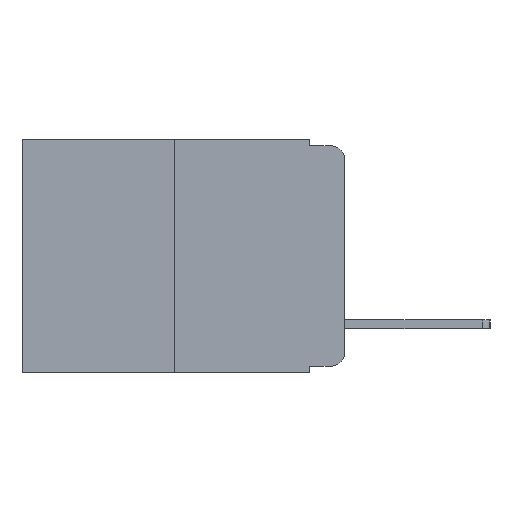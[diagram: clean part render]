
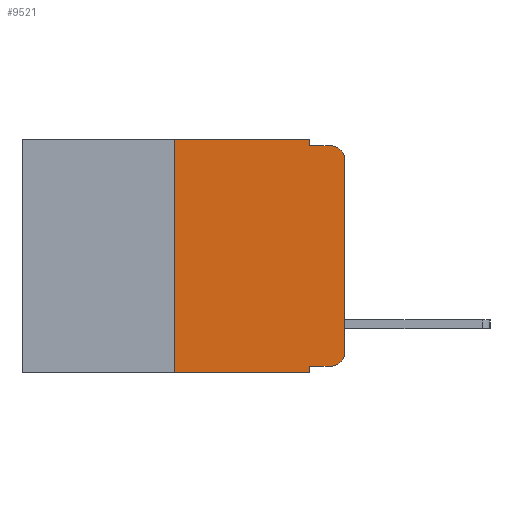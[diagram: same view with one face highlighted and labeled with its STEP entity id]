
A CAD part, left-side view. The second image highlights one B-rep face of the part: STEP entity #9521.
In plain terms, the highlighted planar face has unit normal (-1, 0, 0).
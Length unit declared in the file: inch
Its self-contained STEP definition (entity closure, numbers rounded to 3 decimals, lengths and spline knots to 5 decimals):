
#355 = VERTEX_POINT ( 'NONE', #11407 ) ;
#416 = EDGE_CURVE ( 'NONE', #9554, #19554, #21882, .T. ) ;
#595 = EDGE_CURVE ( 'NONE', #13127, #12866, #13826, .T. ) ;
#637 = CARTESIAN_POINT ( 'NONE',  ( 0., 0.02, -0.01 ) ) ;
#1420 = CARTESIAN_POINT ( 'NONE',  ( 0., 0.473, 0. ) ) ;
#1577 = DIRECTION ( 'NONE',  ( 0., 0., -1. ) ) ;
#1626 = EDGE_CURVE ( 'NONE', #5014, #9554, #7913, .T. ) ;
#1743 = CARTESIAN_POINT ( 'NONE',  ( 0., 0.02, -0.03 ) ) ;
#2642 = ORIENTED_EDGE ( 'NONE', *, *, #7409, .T. ) ;
#2820 = EDGE_LOOP ( 'NONE', ( #8707, #9793, #14327, #10865, #15349, #20356, #2642, #11959, #8449, #17468 ) ) ;
#2921 = LINE ( 'NONE', #8641, #20083 ) ;
#2952 = CARTESIAN_POINT ( 'NONE',  ( 0., 0.02, -0.333 ) ) ;
#3525 = CARTESIAN_POINT ( 'NONE',  ( 0., 0.25, 0. ) ) ;
#4518 = AXIS2_PLACEMENT_3D ( 'NONE', #7330, #19226, #9085 ) ;
#5014 = VERTEX_POINT ( 'NONE', #5665 ) ;
#5164 = CARTESIAN_POINT ( 'NONE',  ( 0., 0.051, -0.343 ) ) ;
#5665 = CARTESIAN_POINT ( 'NONE',  ( 0., 0., -0.313 ) ) ;
#5723 = CARTESIAN_POINT ( 'NONE',  ( 0., 0.25, 0. ) ) ;
#5738 = DIRECTION ( 'NONE',  ( 0., -1., 0. ) ) ;
#6558 = VECTOR ( 'NONE', #5738, 39.37008 ) ;
#6768 = CARTESIAN_POINT ( 'NONE',  ( 0., 0.25, -0.343 ) ) ;
#7218 = VECTOR ( 'NONE', #9018, 39.37008 ) ;
#7330 = CARTESIAN_POINT ( 'NONE',  ( 0., 0.02, -0.313 ) ) ;
#7409 = EDGE_CURVE ( 'NONE', #19075, #20825, #17339, .T. ) ;
#7711 = DIRECTION ( 'NONE',  ( -1., 0., 0. ) ) ;
#7760 = DIRECTION ( 'NONE',  ( 0., 0., -1. ) ) ;
#7913 = LINE ( 'NONE', #12956, #14076 ) ;
#8449 = ORIENTED_EDGE ( 'NONE', *, *, #17084, .T. ) ;
#8569 = CARTESIAN_POINT ( 'NONE',  ( 0., 0.473, 0. ) ) ;
#8641 = CARTESIAN_POINT ( 'NONE',  ( 0., 0.051, -0.333 ) ) ;
#8700 = CARTESIAN_POINT ( 'NONE',  ( 0., 0.051, 0. ) ) ;
#8707 = ORIENTED_EDGE ( 'NONE', *, *, #1626, .T. ) ;
#9018 = DIRECTION ( 'NONE',  ( 0., -1., 0. ) ) ;
#9085 = DIRECTION ( 'NONE',  ( 0., 0., -1. ) ) ;
#9258 = VECTOR ( 'NONE', #13691, 39.37008 ) ;
#9521 = ADVANCED_FACE ( 'NONE', ( #18602 ), #22024, .F. ) ;
#9554 = VERTEX_POINT ( 'NONE', #10391 ) ;
#9777 = VECTOR ( 'NONE', #18120, 39.37008 ) ;
#9793 = ORIENTED_EDGE ( 'NONE', *, *, #416, .T. ) ;
#10391 = CARTESIAN_POINT ( 'NONE',  ( 0., 0., -0.03 ) ) ;
#10401 = DIRECTION ( 'NONE',  ( 0., 0., 1. ) ) ;
#10727 = CARTESIAN_POINT ( 'NONE',  ( 0., 0.051, -0.01 ) ) ;
#10865 = ORIENTED_EDGE ( 'NONE', *, *, #20453, .F. ) ;
#11167 = LINE ( 'NONE', #17694, #6558 ) ;
#11407 = CARTESIAN_POINT ( 'NONE',  ( 0., 0.051, -0.333 ) ) ;
#11703 = CIRCLE ( 'NONE', #4518, 0.02 ) ;
#11731 = AXIS2_PLACEMENT_3D ( 'NONE', #8569, #12045, #1577 ) ;
#11774 = VERTEX_POINT ( 'NONE', #10727 ) ;
#11959 = ORIENTED_EDGE ( 'NONE', *, *, #18224, .F. ) ;
#11989 = AXIS2_PLACEMENT_3D ( 'NONE', #1743, #7711, #7760 ) ;
#12045 = DIRECTION ( 'NONE',  ( 1., 0., 0. ) ) ;
#12710 = VECTOR ( 'NONE', #15640, 39.37008 ) ;
#12769 = VERTEX_POINT ( 'NONE', #2952 ) ;
#12866 = VERTEX_POINT ( 'NONE', #16955 ) ;
#12956 = CARTESIAN_POINT ( 'NONE',  ( 0., 0., 0. ) ) ;
#13127 = VERTEX_POINT ( 'NONE', #5723 ) ;
#13691 = DIRECTION ( 'NONE',  ( 0., -1., 0. ) ) ;
#13823 = DIRECTION ( 'NONE',  ( 0., -1., 0. ) ) ;
#13826 = LINE ( 'NONE', #1420, #9258 ) ;
#14076 = VECTOR ( 'NONE', #10401, 39.37008 ) ;
#14327 = ORIENTED_EDGE ( 'NONE', *, *, #21529, .F. ) ;
#15349 = ORIENTED_EDGE ( 'NONE', *, *, #595, .F. ) ;
#15640 = DIRECTION ( 'NONE',  ( 0., 0., 1. ) ) ;
#15932 = EDGE_CURVE ( 'NONE', #12769, #5014, #11703, .T. ) ;
#16298 = LINE ( 'NONE', #8700, #20258 ) ;
#16395 = CARTESIAN_POINT ( 'NONE',  ( 0., 0.051, 0. ) ) ;
#16955 = CARTESIAN_POINT ( 'NONE',  ( 0., 0.051, 0. ) ) ;
#17084 = EDGE_CURVE ( 'NONE', #355, #12769, #2921, .T. ) ;
#17339 = LINE ( 'NONE', #20815, #7218 ) ;
#17468 = ORIENTED_EDGE ( 'NONE', *, *, #15932, .T. ) ;
#17694 = CARTESIAN_POINT ( 'NONE',  ( 0., 0.051, -0.01 ) ) ;
#18120 = DIRECTION ( 'NONE',  ( 0., 0., -1. ) ) ;
#18224 = EDGE_CURVE ( 'NONE', #355, #20825, #18779, .T. ) ;
#18602 = FACE_OUTER_BOUND ( 'NONE', #2820, .T. ) ;
#18779 = LINE ( 'NONE', #16395, #9777 ) ;
#19075 = VERTEX_POINT ( 'NONE', #6768 ) ;
#19226 = DIRECTION ( 'NONE',  ( -1., 0., 0. ) ) ;
#19347 = EDGE_CURVE ( 'NONE', #19075, #13127, #21571, .T. ) ;
#19554 = VERTEX_POINT ( 'NONE', #637 ) ;
#20083 = VECTOR ( 'NONE', #13823, 39.37008 ) ;
#20258 = VECTOR ( 'NONE', #22150, 39.37008 ) ;
#20356 = ORIENTED_EDGE ( 'NONE', *, *, #19347, .F. ) ;
#20453 = EDGE_CURVE ( 'NONE', #12866, #11774, #16298, .T. ) ;
#20815 = CARTESIAN_POINT ( 'NONE',  ( 0., 0.473, -0.343 ) ) ;
#20825 = VERTEX_POINT ( 'NONE', #5164 ) ;
#21529 = EDGE_CURVE ( 'NONE', #11774, #19554, #11167, .T. ) ;
#21571 = LINE ( 'NONE', #3525, #12710 ) ;
#21882 = CIRCLE ( 'NONE', #11989, 0.02 ) ;
#22024 = PLANE ( 'NONE',  #11731 ) ;
#22150 = DIRECTION ( 'NONE',  ( 0., 0., -1. ) ) ;
